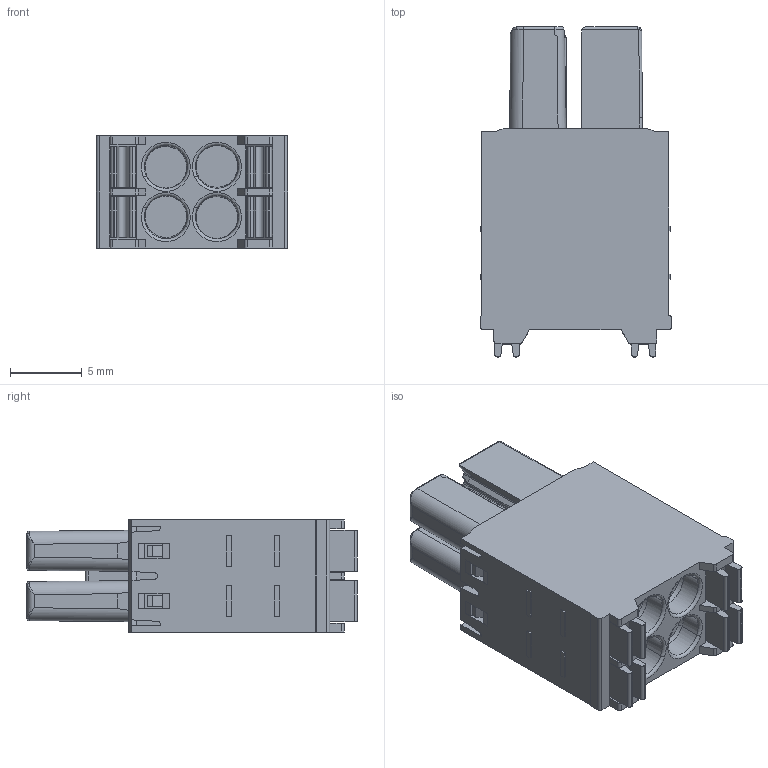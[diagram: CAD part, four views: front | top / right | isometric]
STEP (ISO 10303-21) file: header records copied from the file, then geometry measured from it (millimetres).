
FILE_DESCRIPTION((''),'2;1');
FILE_NAME('TLPSD-010-1','2024-09-25T14:46:43',('sheji109'),(''),'CREO PARAMETRIC BY PTC INC, 2018100','CREO PARAMETRIC BY PTC INC, 2018100','');
FILE_SCHEMA(('CONFIG_CONTROL_DESIGN'));
Length unit declared in the file: millimetre
Products named in the file (1): TLPSD-010-1
Bounding box: 13.31 x 22.95 x 7.8 mm (x, y, z)
Volume: 1673.3 mm3; surface area: 1467.6 mm2
Topology: 1 solids, 1 shells, 485 faces, 1282 edges, 829 vertices
Faces by surface type: plane 298, cylinder 111, bspline 40, cone 20, torus 16
Entity records: 16813 total; most frequent: CARTESIAN_POINT 5159, ORIENTED_EDGE 2564, DIRECTION 2157, EDGE_CURVE 1282, VECTOR 871, LINE 871, VERTEX_POINT 829, AXIS2_PLACEMENT_3D 643
